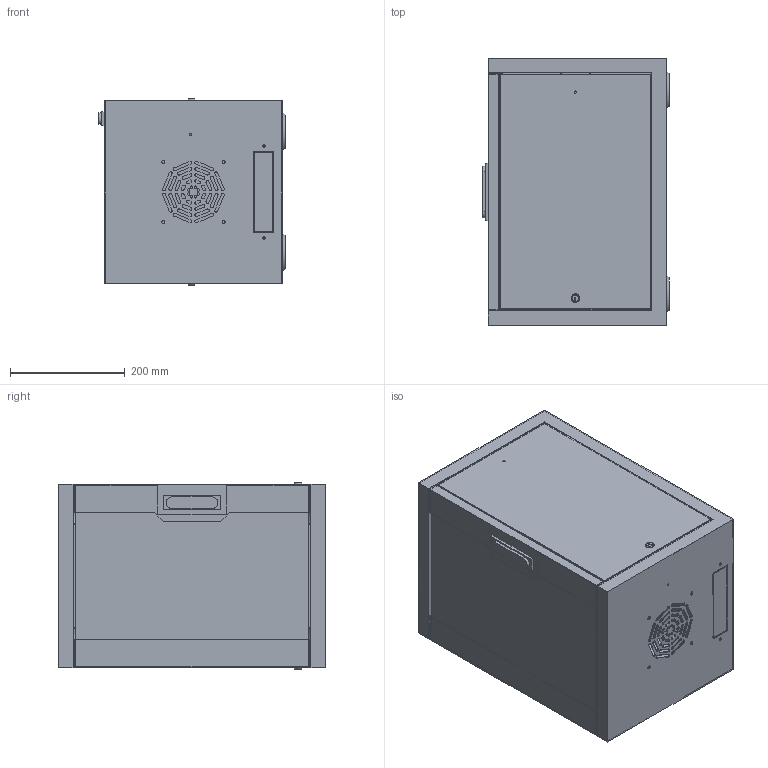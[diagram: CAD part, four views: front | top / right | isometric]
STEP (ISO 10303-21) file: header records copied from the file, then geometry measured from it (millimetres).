
FILE_DESCRIPTION (( 'STEP AP214' ), '1' );
FILE_NAME ('Ñáîðêà2.STEP', '2022-02-11T11:20:45', ( '' ), ( '' ), 'SwSTEP 2.0', 'SolidWorks 2017', '' );
FILE_SCHEMA (( 'AUTOMOTIVE_DESIGN' ));
Length unit declared in the file: millimetre
Products named in the file (7): Ðàìêà_-02 9U (¡¥§ àãçª¨); 烂扰 239.00.003 鱼铍铌 忮痱桕嚯_-01; 栖闉罻2; 栺樏鋋_9U; 扻豵鵨_-9U; Ðàìêà_-03 9U (á àãçª®©); Ïàíåëü áîêîâàÿ_9U
Assembly tree (8 placements, depth 2):
  栖闉罻2
    扻豵鵨_-9U
    Ïàíåëü áîêîâàÿ_9U  x2
    Ðàìêà_-03 9U (á àãçª®©)
    Ðàìêà_-02 9U (¡¥§ àãçª¨)
    栺樏鋋_9U
    烂扰 239.00.003 鱼铍铌 忮痱桕嚯_-01  x2
Bounding box: 325 x 465 x 324 mm (x, y, z)
Volume: 1460339 mm3; surface area: 1923947.8 mm2
Topology: 9 solids, 9 shells, 1052 faces, 3036 edges, 2022 vertices
Faces by surface type: plane 769, cylinder 273, cone 10
Full cylindrical faces by diameter (mm): 4 x5, 4.2 x12, 5.5 x4, 6.5 x4, 15 x3
Entity records: 25143 total; most frequent: CARTESIAN_POINT 4315, ORIENTED_EDGE 4240, DIRECTION 4046, EDGE_CURVE 2120, LINE 1720, VECTOR 1720, VERTEX_POINT 1432, AXIS2_PLACEMENT_3D 1163
